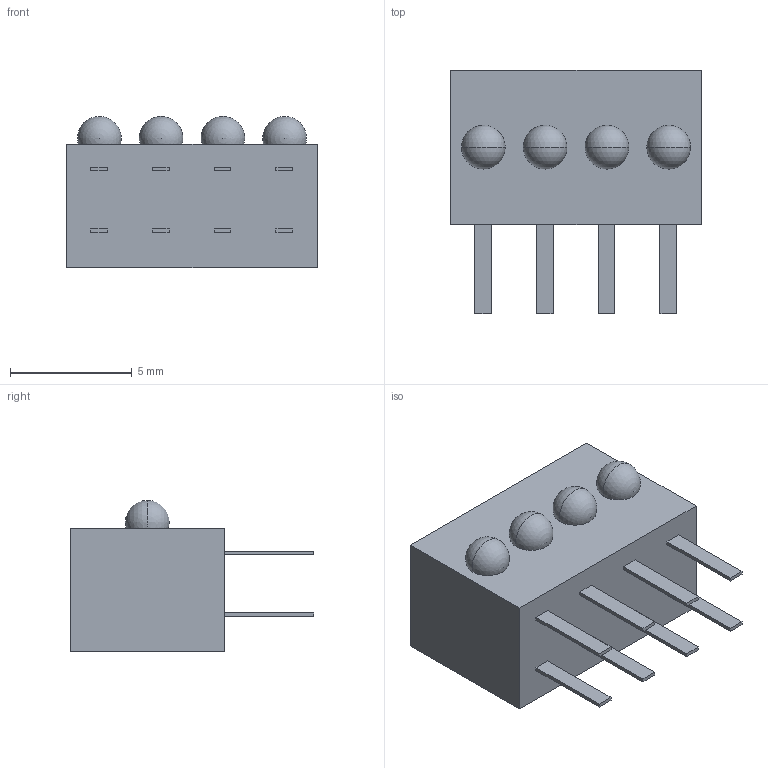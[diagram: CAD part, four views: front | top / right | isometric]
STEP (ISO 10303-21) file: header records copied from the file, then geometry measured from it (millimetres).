
FILE_DESCRIPTION (( 'STEP AP214' ), '1' );
FILE_NAME ('AM2520EF.STEP', '2008-09-02T20:52:15', ( '' ), ( '' ), 'SwSTEP 2.0', 'SolidWorks 2008', '' );
FILE_SCHEMA (( 'AUTOMOTIVE_DESIGN' ));
Length unit declared in the file: millimetre
Products named in the file (1): AM2520EF
Bounding box: 10.29 x 10.03 x 6.22 mm (x, y, z)
Volume: 343.5 mm3; surface area: 365.4 mm2
Topology: 1 solids, 1 shells, 337 faces, 909 edges, 606 vertices
Faces by surface type: plane 213, bspline 116, sphere 8
Entity records: 19517 total; most frequent: CARTESIAN_POINT 8209, ORIENTED_EDGE 1778, DIRECTION 1117, EDGE_CURVE 889, LINE 641, VECTOR 641, VERTEX_POINT 594, EDGE_LOOP 377
